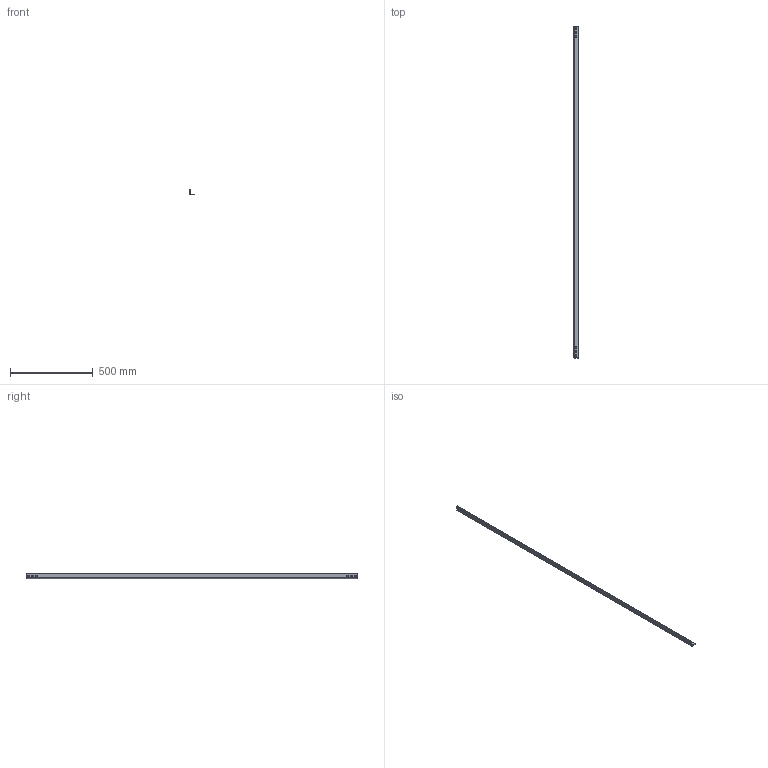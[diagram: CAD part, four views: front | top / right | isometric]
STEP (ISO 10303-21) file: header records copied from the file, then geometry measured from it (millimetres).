
FILE_DESCRIPTION((''),'2;1');
FILE_NAME('6373100','2012-11-20T',('AndreasKeweloh'),(''),'PRO/ENGINEER BY PARAMETRIC TECHNOLOGY CORPORATION, 2012230','PRO/ENGINEER BY PARAMETRIC TECHNOLOGY CORPORATION, 2012230','');
FILE_SCHEMA(('CONFIG_CONTROL_DESIGN'));
Length unit declared in the file: millimetre
Products named in the file (1): 6373100
Bounding box: 30 x 2000 x 35 mm (x, y, z)
Volume: 357262.1 mm3; surface area: 251830.8 mm2
Topology: 1 solids, 1 shells, 60 faces, 170 edges, 112 vertices
Faces by surface type: plane 34, cylinder 26
Entity records: 2040 total; most frequent: DIRECTION 342, CARTESIAN_POINT 342, ORIENTED_EDGE 340, EDGE_CURVE 170, VECTOR 118, LINE 118, AXIS2_PLACEMENT_3D 112, VERTEX_POINT 112
